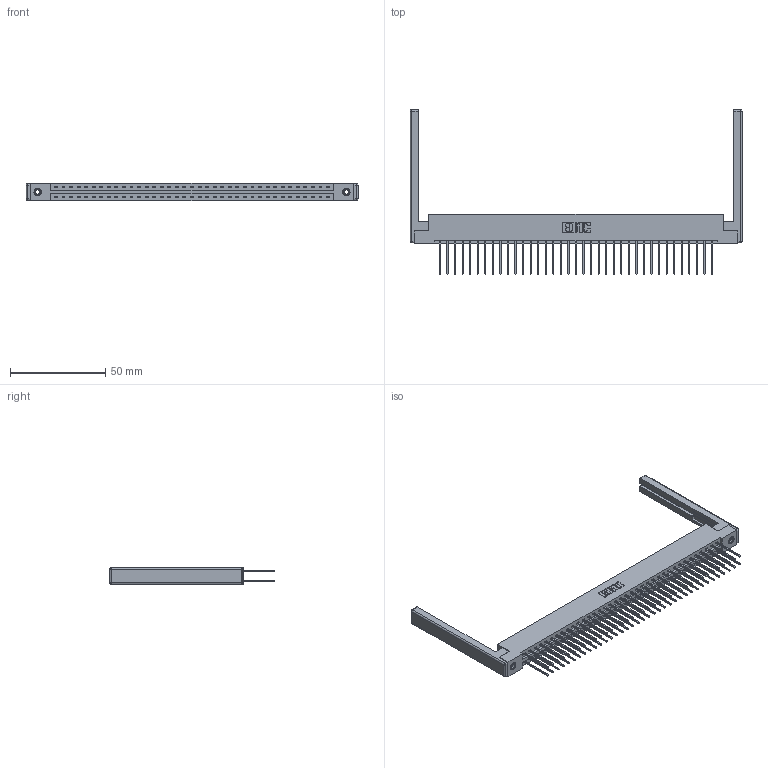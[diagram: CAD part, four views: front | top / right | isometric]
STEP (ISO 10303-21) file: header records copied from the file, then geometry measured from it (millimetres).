
FILE_DESCRIPTION (( 'STEP AP203' ), '1' );
FILE_NAME ('337-074-542-268.STEP', '2019-10-10T03:58:06', ( '' ), ( '' ), 'SwSTEP 2.0', 'SolidWorks 2016', '' );
FILE_SCHEMA (( 'CONFIG_CONTROL_DESIGN' ));
Length unit declared in the file: inch
Products named in the file (5): 337-074-542-268; 337 Part_Flush Mounting Lugs - 0.156 Dia-TI; 345-250-001_345-250-001-102; 345-292-001_345-293-142; 307-220-068
Assembly tree (79 placements, depth 2):
  337-074-542-268
    337 Part_Flush Mounting Lugs - 0.156 Dia-TI
    345-292-001_345-293-142  x74
    345-250-001_345-250-001-102  x2
    307-220-068  x2
Bounding box: 174.04 x 86.37 x 9.4 mm (x, y, z)
Volume: 23005 mm3; surface area: 26755.7 mm2
Topology: 79 solids, 79 shells, 4264 faces, 12615 edges, 8290 vertices
Faces by surface type: plane 2970, cylinder 1270, cone 12, sphere 8, torus 4
Entity records: 32112 total; most frequent: CARTESIAN_POINT 5379, ORIENTED_EDGE 5304, DIRECTION 4654, EDGE_CURVE 2652, VECTOR 2474, LINE 2474, VERTEX_POINT 1758, AXIS2_PLACEMENT_3D 1090
